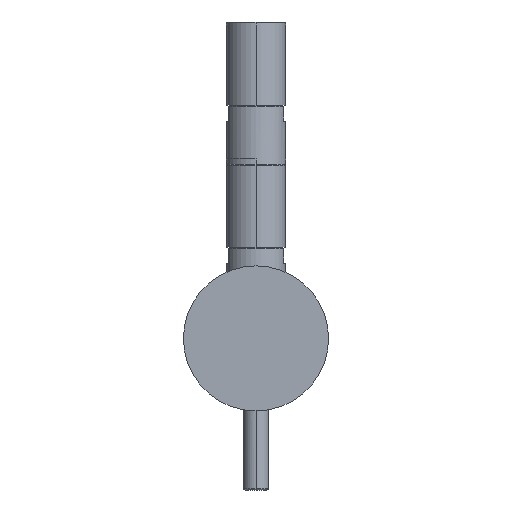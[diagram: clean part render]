
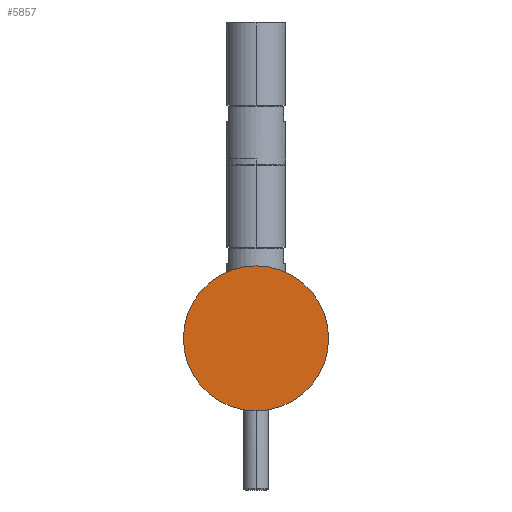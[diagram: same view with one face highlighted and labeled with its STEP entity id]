
A CAD part, front view. The second image highlights one B-rep face of the part: STEP entity #5857.
In plain terms, the highlighted planar face has unit normal (0, -1, 0).
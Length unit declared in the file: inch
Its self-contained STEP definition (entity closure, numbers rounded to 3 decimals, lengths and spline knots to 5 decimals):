
#2205=CARTESIAN_POINT('',(0.,-1.56,0.));
#2206=DIRECTION('',(0.,-1.,0.));
#2207=DIRECTION('',(-1.,0.,0.));
#2208=AXIS2_PLACEMENT_3D('',#2205,#2206,#2207);
#2219=CARTESIAN_POINT('',(0.,-1.56,0.));
#2220=DIRECTION('',(0.,1.,0.));
#2221=DIRECTION('',(-1.,0.,0.));
#2222=AXIS2_PLACEMENT_3D('',#2219,#2220,#2221);
#2946=CARTESIAN_POINT('',(-1.46,-1.56,0.));
#2947=CARTESIAN_POINT('',(1.46,-1.56,0.));
#2948=VERTEX_POINT('',#2946);
#2949=VERTEX_POINT('',#2947);
#5848=CARTESIAN_POINT('',(0.,-1.56,0.));
#5849=DIRECTION('',(0.,-1.,0.));
#5850=DIRECTION('',(0.,0.,-1.));
#5851=AXIS2_PLACEMENT_3D('',#5848,#5849,#5850);
#5852=PLANE('',#5851);
#5853=ORIENTED_EDGE('',*,*,#5828,.F.);
#5854=ORIENTED_EDGE('',*,*,#5842,.T.);
#5855=EDGE_LOOP('',(#5853,#5854));
#5856=FACE_OUTER_BOUND('',#5855,.F.);
#5857=ADVANCED_FACE('',(#5856),#5852,.T.);
#2209=CIRCLE('',#2208,1.46);
#2223=CIRCLE('',#2222,1.46);
#5828=EDGE_CURVE('',#2948,#2949,#2209,.T.);
#5842=EDGE_CURVE('',#2948,#2949,#2223,.T.);
